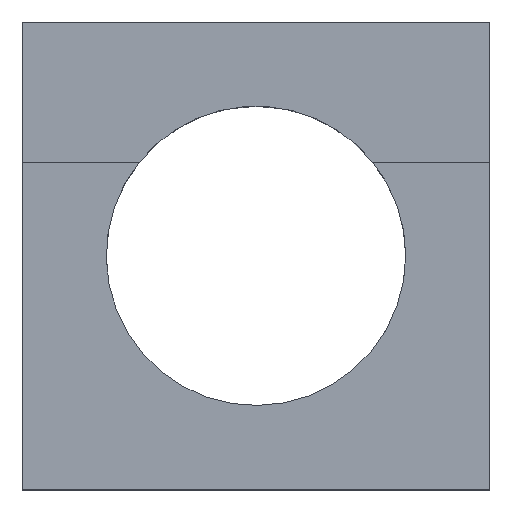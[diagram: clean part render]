
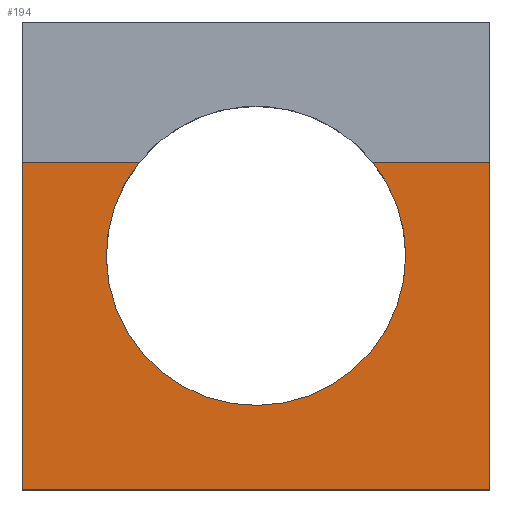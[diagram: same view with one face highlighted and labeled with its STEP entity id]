
A CAD part, top view. The second image highlights one B-rep face of the part: STEP entity #194.
In plain terms, the highlighted planar face has unit normal (0, 0, 1).
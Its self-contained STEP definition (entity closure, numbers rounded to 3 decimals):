
#20=PLANE('',#209);
#32=FACE_OUTER_BOUND('',#44,.T.);
#44=EDGE_LOOP('',(#167,#168,#169,#170,#171,#172));
#52=LINE('',#282,#74);
#56=LINE('',#290,#78);
#59=LINE('',#296,#81);
#66=LINE('',#309,#88);
#67=LINE('',#310,#89);
#74=VECTOR('',#229,1000.);
#78=VECTOR('',#235,1000.);
#81=VECTOR('',#240,1000.);
#88=VECTOR('',#253,1000.);
#89=VECTOR('',#254,1000.);
#92=CIRCLE('',#201,1.6);
#95=VERTEX_POINT('',#265);
#96=VERTEX_POINT('',#266);
#102=VERTEX_POINT('',#279);
#103=VERTEX_POINT('',#281);
#106=VERTEX_POINT('',#289);
#108=VERTEX_POINT('',#295);
#112=EDGE_CURVE('',#95,#96,#92,.T.);
#119=EDGE_CURVE('',#102,#103,#52,.T.);
#123=EDGE_CURVE('',#103,#106,#56,.T.);
#126=EDGE_CURVE('',#106,#108,#59,.T.);
#133=EDGE_CURVE('',#108,#96,#66,.T.);
#134=EDGE_CURVE('',#95,#102,#67,.T.);
#167=ORIENTED_EDGE('',*,*,#133,.F.);
#168=ORIENTED_EDGE('',*,*,#126,.F.);
#169=ORIENTED_EDGE('',*,*,#123,.F.);
#170=ORIENTED_EDGE('',*,*,#119,.F.);
#171=ORIENTED_EDGE('',*,*,#134,.F.);
#172=ORIENTED_EDGE('',*,*,#112,.T.);
#194=ADVANCED_FACE('',(#32),#20,.T.);
#201=AXIS2_PLACEMENT_3D('',#267,#217,#218);
#209=AXIS2_PLACEMENT_3D('',#308,#251,#252);
#217=DIRECTION('center_axis',(0.,0.,-1.));
#218=DIRECTION('ref_axis',(1.,0.,0.));
#229=DIRECTION('',(0.,-1.,0.));
#235=DIRECTION('',(-1.,0.,0.));
#240=DIRECTION('',(0.,1.,0.));
#251=DIRECTION('center_axis',(0.,0.,1.));
#252=DIRECTION('ref_axis',(-1.,0.,0.));
#253=DIRECTION('',(1.,0.,0.));
#254=DIRECTION('',(1.,0.,0.));
#265=CARTESIAN_POINT('',(1.249,1.,2.));
#266=CARTESIAN_POINT('',(-1.249,1.,2.));
#267=CARTESIAN_POINT('Origin',(0.,0.,2.));
#279=CARTESIAN_POINT('',(2.5,1.,2.));
#281=CARTESIAN_POINT('',(2.5,-2.5,2.));
#282=CARTESIAN_POINT('',(2.5,2.5,2.));
#289=CARTESIAN_POINT('',(-2.5,-2.5,2.));
#290=CARTESIAN_POINT('',(-2.5,-2.5,2.));
#295=CARTESIAN_POINT('',(-2.5,1.,2.));
#296=CARTESIAN_POINT('',(-2.5,2.5,2.));
#308=CARTESIAN_POINT('Origin',(0.,0.,2.));
#309=CARTESIAN_POINT('',(-2.5,1.,2.));
#310=CARTESIAN_POINT('',(-2.5,1.,2.));
